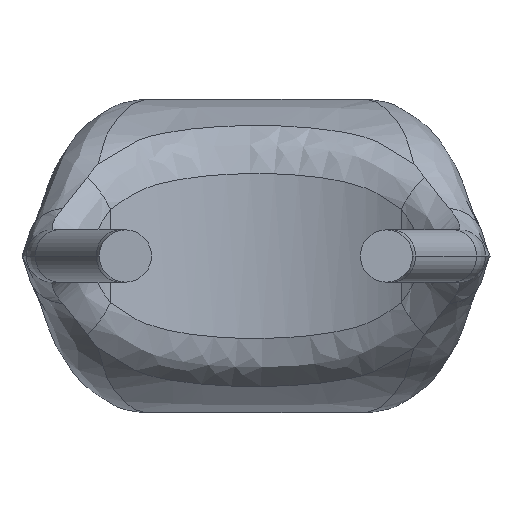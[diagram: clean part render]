
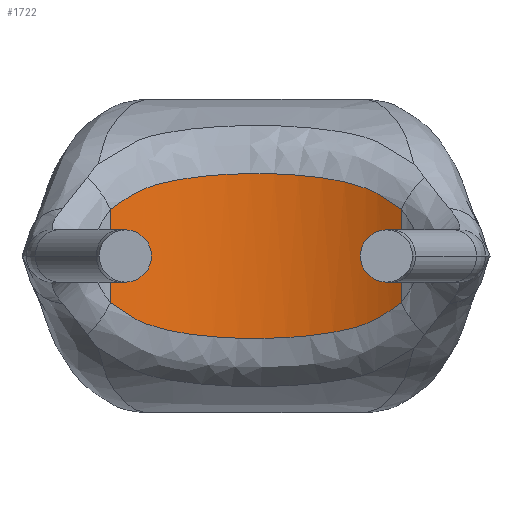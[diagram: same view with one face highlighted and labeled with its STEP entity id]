
A CAD part, front view. The second image highlights one B-rep face of the part: STEP entity #1722.
In plain terms, the highlighted cylindrical face has radius 2.651 mm (diameter 5.302 mm), a partial arc.
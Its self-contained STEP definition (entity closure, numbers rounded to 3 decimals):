
#149 = CARTESIAN_POINT ( 'NONE',  ( 0.875, -0.599, 0.707 ) ) ;
#165 = CARTESIAN_POINT ( 'NONE',  ( -1.392, -0.849, -0.446 ) ) ;
#171 = CARTESIAN_POINT ( 'NONE',  ( 0.123, -0.454, -0.79 ) ) ;
#192 = CARTESIAN_POINT ( 'NONE',  ( -0.123, -0.454, 0.79 ) ) ;
#386 = CARTESIAN_POINT ( 'NONE',  ( -0.994, -0.645, -0.678 ) ) ;
#403 = CARTESIAN_POINT ( 'NONE',  ( -1.392, -0.849, 0.446 ) ) ;
#408 = CARTESIAN_POINT ( 'NONE',  ( 1.201, -0.739, -0.582 ) ) ;
#423 = CARTESIAN_POINT ( 'NONE',  ( 1.205, -0.741, 0.58 ) ) ;
#435 = CARTESIAN_POINT ( 'NONE',  ( -1.201, -0.739, 0.582 ) ) ;
#611 = CARTESIAN_POINT ( 'NONE',  ( -1.392, -0.849, -0.446 ) ) ;
#617 = CARTESIAN_POINT ( 'NONE',  ( 0.994, -0.645, 0.678 ) ) ;
#632 = CARTESIAN_POINT ( 'NONE',  ( 1.3, -0.792, -0.516 ) ) ;
#643 = ORIENTED_EDGE ( 'NONE', *, *, #1553, .F. ) ;
#648 = CARTESIAN_POINT ( 'NONE',  ( 1.301, -0.793, 0.515 ) ) ;
#675 = DIRECTION ( 'NONE',  ( 0., 0., 1. ) ) ;
#863 = CARTESIAN_POINT ( 'NONE',  ( -0.512, -0.501, -0.765 ) ) ;
#870 = CARTESIAN_POINT ( 'NONE',  ( -1.392, -0.849, 0.446 ) ) ;
#874 = CARTESIAN_POINT ( 'NONE',  ( 0.501, -0.498, -0.766 ) ) ;
#897 = VECTOR ( 'NONE', #2659, 1000. ) ;
#906 = CARTESIAN_POINT ( 'NONE',  ( 0.512, -0.501, 0.765 ) ) ;
#1099 = CARTESIAN_POINT ( 'NONE',  ( -0.501, -0.498, 0.766 ) ) ;
#1103 = CARTESIAN_POINT ( 'NONE',  ( 0.626, -0.526, -0.752 ) ) ;
#1138 = CARTESIAN_POINT ( 'NONE',  ( 1.392, -0.849, 0.446 ) ) ;
#1194 = CARTESIAN_POINT ( 'NONE',  ( 1.392, -0.849, -5. ) ) ;
#1217 = VERTEX_POINT ( 'NONE', #870 ) ;
#1223 = VERTEX_POINT ( 'NONE', #165 ) ;
#1236 = EDGE_CURVE ( 'NONE', #1423, #1217, #1622, .T. ) ;
#1258 = EDGE_CURVE ( 'NONE', #1825, #1423, #1696, .T. ) ;
#1337 = CARTESIAN_POINT ( 'NONE',  ( -1.205, -0.741, -0.58 ) ) ;
#1343 = CARTESIAN_POINT ( 'NONE',  ( -0.626, -0.526, 0.752 ) ) ;
#1357 = CARTESIAN_POINT ( 'NONE',  ( 0.635, -0.528, 0.751 ) ) ;
#1378 = VECTOR ( 'NONE', #2856, 1000. ) ;
#1383 = CARTESIAN_POINT ( 'NONE',  ( -1.301, -0.793, -0.515 ) ) ;
#1423 = VERTEX_POINT ( 'NONE', #1138 ) ;
#1553 = EDGE_CURVE ( 'NONE', #1223, #1217, #2345, .T. ) ;
#1580 = ORIENTED_EDGE ( 'NONE', *, *, #1258, .T. ) ;
#1591 = CARTESIAN_POINT ( 'NONE',  ( -0.249, -0.462, 0.785 ) ) ;
#1601 = DIRECTION ( 'NONE',  ( 1., 0., 0. ) ) ;
#1605 = CARTESIAN_POINT ( 'NONE',  ( -0.635, -0.528, -0.751 ) ) ;
#1622 = B_SPLINE_CURVE_WITH_KNOTS ( 'NONE', 3,
 ( #2796, #648, #423, #617, #149, #1357, #906, #1629, #3020, #192, #1591, #1099, #1343, #1866, #2987, #435, #2106, #403 ),
 .UNSPECIFIED., .F., .F.,
 ( 4, 2, 2, 2, 2, 2, 2, 2, 4 ),
 ( 0., 0., 0.001, 0.001, 0.002, 0.002, 0.002, 0.003, 0.003 ),
 .UNSPECIFIED. ) ;
#1629 = CARTESIAN_POINT ( 'NONE',  ( 0.261, -0.464, 0.785 ) ) ;
#1696 = LINE ( 'NONE', #1194, #1378 ) ;
#1722 = ADVANCED_FACE ( 'NONE', ( #2930 ), #2133, .F. ) ;
#1780 = CARTESIAN_POINT ( 'NONE',  ( 1.392, -0.849, -0.446 ) ) ;
#1825 = VERTEX_POINT ( 'NONE', #1780 ) ;
#1827 = CARTESIAN_POINT ( 'NONE',  ( -0.261, -0.464, -0.785 ) ) ;
#1840 = CARTESIAN_POINT ( 'NONE',  ( 0.984, -0.64, -0.682 ) ) ;
#1848 = CARTESIAN_POINT ( 'NONE',  ( 0., -3.105, -5. ) ) ;
#1866 = CARTESIAN_POINT ( 'NONE',  ( -0.867, -0.596, 0.709 ) ) ;
#1913 = ORIENTED_EDGE ( 'NONE', *, *, #1236, .T. ) ;
#1915 = AXIS2_PLACEMENT_3D ( 'NONE', #1848, #675, #1601 ) ;
#1998 = B_SPLINE_CURVE_WITH_KNOTS ( 'NONE', 3,
 ( #611, #1383, #1337, #386, #2284, #1605, #863, #1827, #2292, #171, #2514, #874, #1103, #2991, #1840, #408, #632, #2300 ),
 .UNSPECIFIED., .F., .F.,
 ( 4, 2, 2, 2, 2, 2, 2, 2, 4 ),
 ( 0., 0., 0.001, 0.001, 0.002, 0.002, 0.002, 0.003, 0.003 ),
 .UNSPECIFIED. ) ;
#2047 = EDGE_CURVE ( 'NONE', #1223, #1825, #1998, .T. ) ;
#2106 = CARTESIAN_POINT ( 'NONE',  ( -1.3, -0.792, 0.516 ) ) ;
#2133 = CYLINDRICAL_SURFACE ( 'NONE', #1915, 2.651 ) ;
#2188 = CARTESIAN_POINT ( 'NONE',  ( -1.392, -0.849, -5. ) ) ;
#2284 = CARTESIAN_POINT ( 'NONE',  ( -0.875, -0.599, -0.707 ) ) ;
#2292 = CARTESIAN_POINT ( 'NONE',  ( -0.132, -0.454, -0.789 ) ) ;
#2300 = CARTESIAN_POINT ( 'NONE',  ( 1.392, -0.849, -0.446 ) ) ;
#2345 = LINE ( 'NONE', #2188, #897 ) ;
#2514 = CARTESIAN_POINT ( 'NONE',  ( 0.249, -0.462, -0.785 ) ) ;
#2659 = DIRECTION ( 'NONE',  ( 0., 0., 1. ) ) ;
#2796 = CARTESIAN_POINT ( 'NONE',  ( 1.392, -0.849, 0.446 ) ) ;
#2856 = DIRECTION ( 'NONE',  ( 0., 0., 1. ) ) ;
#2867 = EDGE_LOOP ( 'NONE', ( #643, #2951, #1580, #1913 ) ) ;
#2930 = FACE_OUTER_BOUND ( 'NONE', #2867, .T. ) ;
#2951 = ORIENTED_EDGE ( 'NONE', *, *, #2047, .T. ) ;
#2987 = CARTESIAN_POINT ( 'NONE',  ( -0.984, -0.64, 0.682 ) ) ;
#2991 = CARTESIAN_POINT ( 'NONE',  ( 0.867, -0.596, -0.709 ) ) ;
#3020 = CARTESIAN_POINT ( 'NONE',  ( 0.132, -0.454, 0.789 ) ) ;
